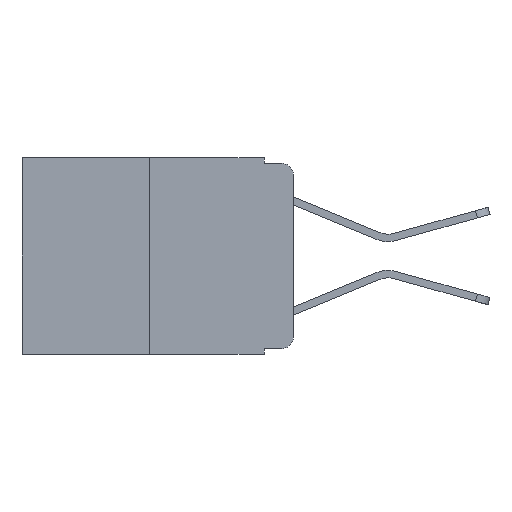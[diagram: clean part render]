
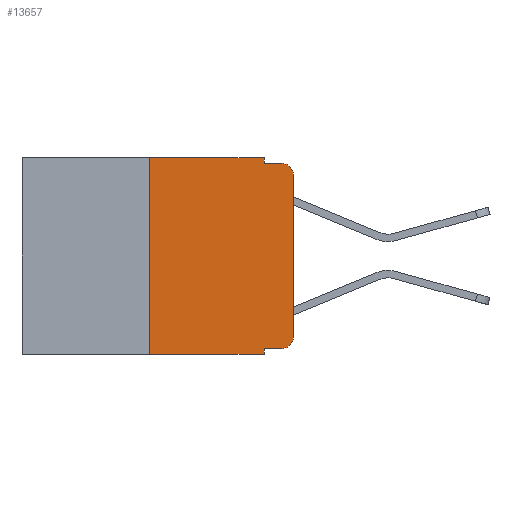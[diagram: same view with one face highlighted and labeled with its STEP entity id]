
A CAD part, left-side view. The second image highlights one B-rep face of the part: STEP entity #13657.
In plain terms, the highlighted planar face has unit normal (-1, 0, 0).
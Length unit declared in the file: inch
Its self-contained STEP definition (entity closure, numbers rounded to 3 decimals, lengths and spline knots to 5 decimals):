
#199 = LINE ( 'NONE', #655, #10188 ) ;
#212 = DIRECTION ( 'NONE',  ( 1., 0., 0. ) ) ;
#261 = ORIENTED_EDGE ( 'NONE', *, *, #13930, .F. ) ;
#565 = EDGE_CURVE ( 'NONE', #13740, #13509, #1262, .T. ) ;
#655 = CARTESIAN_POINT ( 'NONE',  ( 0., 0.473, -0.343 ) ) ;
#1262 = CIRCLE ( 'NONE', #16459, 0.02 ) ;
#1435 = EDGE_CURVE ( 'NONE', #15148, #13740, #11844, .T. ) ;
#1473 = VECTOR ( 'NONE', #2717, 39.37008 ) ;
#1502 = VECTOR ( 'NONE', #11768, 39.37008 ) ;
#1651 = CARTESIAN_POINT ( 'NONE',  ( 0., 0.051, -0.343 ) ) ;
#2175 = AXIS2_PLACEMENT_3D ( 'NONE', #14467, #212, #9299 ) ;
#2272 = ORIENTED_EDGE ( 'NONE', *, *, #16501, .F. ) ;
#2312 = EDGE_LOOP ( 'NONE', ( #11970, #4071, #2272, #10405, #12043, #7240, #14668, #261, #7544, #7153 ) ) ;
#2456 = CARTESIAN_POINT ( 'NONE',  ( 0., 0., 0. ) ) ;
#2717 = DIRECTION ( 'NONE',  ( 0., 0., 1. ) ) ;
#2859 = EDGE_CURVE ( 'NONE', #16226, #6857, #199, .T. ) ;
#2867 = CARTESIAN_POINT ( 'NONE',  ( 0., 0.02, -0.03 ) ) ;
#2943 = LINE ( 'NONE', #8933, #12482 ) ;
#2955 = CARTESIAN_POINT ( 'NONE',  ( 0., 0.051, -0.01 ) ) ;
#3043 = VERTEX_POINT ( 'NONE', #14140 ) ;
#3136 = CARTESIAN_POINT ( 'NONE',  ( 0., 0.051, -0.333 ) ) ;
#3808 = VERTEX_POINT ( 'NONE', #2955 ) ;
#4071 = ORIENTED_EDGE ( 'NONE', *, *, #565, .T. ) ;
#4927 = CARTESIAN_POINT ( 'NONE',  ( 0., 0.25, 0. ) ) ;
#4973 = CARTESIAN_POINT ( 'NONE',  ( 0., 0.02, -0.313 ) ) ;
#5055 = AXIS2_PLACEMENT_3D ( 'NONE', #4973, #13976, #6308 ) ;
#5810 = LINE ( 'NONE', #15271, #12228 ) ;
#6059 = DIRECTION ( 'NONE',  ( 0., 0., -1. ) ) ;
#6245 = VECTOR ( 'NONE', #12866, 39.37008 ) ;
#6308 = DIRECTION ( 'NONE',  ( 0., 0., -1. ) ) ;
#6610 = CARTESIAN_POINT ( 'NONE',  ( 0., 0.25, -0.343 ) ) ;
#6857 = VERTEX_POINT ( 'NONE', #1651 ) ;
#7153 = ORIENTED_EDGE ( 'NONE', *, *, #12209, .T. ) ;
#7195 = DIRECTION ( 'NONE',  ( 0., -1., 0. ) ) ;
#7240 = ORIENTED_EDGE ( 'NONE', *, *, #14780, .F. ) ;
#7358 = CARTESIAN_POINT ( 'NONE',  ( 0., 0.051, 0. ) ) ;
#7434 = CARTESIAN_POINT ( 'NONE',  ( 0., 0., -0.313 ) ) ;
#7544 = ORIENTED_EDGE ( 'NONE', *, *, #13054, .T. ) ;
#8006 = LINE ( 'NONE', #14315, #1473 ) ;
#8076 = CARTESIAN_POINT ( 'NONE',  ( 0., 0.02, -0.333 ) ) ;
#8634 = CIRCLE ( 'NONE', #5055, 0.02 ) ;
#8807 = CARTESIAN_POINT ( 'NONE',  ( 0., 0.02, -0.01 ) ) ;
#8933 = CARTESIAN_POINT ( 'NONE',  ( 0., 0.051, -0.333 ) ) ;
#9299 = DIRECTION ( 'NONE',  ( 0., 0., -1. ) ) ;
#9338 = VERTEX_POINT ( 'NONE', #8076 ) ;
#10188 = VECTOR ( 'NONE', #13602, 39.37008 ) ;
#10405 = ORIENTED_EDGE ( 'NONE', *, *, #15652, .F. ) ;
#11027 = CARTESIAN_POINT ( 'NONE',  ( 0., 0.051, -0.01 ) ) ;
#11549 = CARTESIAN_POINT ( 'NONE',  ( 0., 0.473, 0. ) ) ;
#11768 = DIRECTION ( 'NONE',  ( 0., 0., 1. ) ) ;
#11844 = LINE ( 'NONE', #2456, #1502 ) ;
#11848 = VECTOR ( 'NONE', #6059, 39.37008 ) ;
#11891 = DIRECTION ( 'NONE',  ( -1., 0., 0. ) ) ;
#11940 = DIRECTION ( 'NONE',  ( 0., 0., -1. ) ) ;
#11970 = ORIENTED_EDGE ( 'NONE', *, *, #1435, .T. ) ;
#12043 = ORIENTED_EDGE ( 'NONE', *, *, #14678, .F. ) ;
#12056 = CARTESIAN_POINT ( 'NONE',  ( 0., 0., -0.03 ) ) ;
#12209 = EDGE_CURVE ( 'NONE', #9338, #15148, #8634, .T. ) ;
#12228 = VECTOR ( 'NONE', #16583, 39.37008 ) ;
#12476 = FACE_OUTER_BOUND ( 'NONE', #2312, .T. ) ;
#12482 = VECTOR ( 'NONE', #16671, 39.37008 ) ;
#12669 = LINE ( 'NONE', #7358, #11848 ) ;
#12866 = DIRECTION ( 'NONE',  ( 0., -1., 0. ) ) ;
#13054 = EDGE_CURVE ( 'NONE', #16442, #9338, #2943, .T. ) ;
#13195 = LINE ( 'NONE', #11027, #13613 ) ;
#13509 = VERTEX_POINT ( 'NONE', #8807 ) ;
#13602 = DIRECTION ( 'NONE',  ( 0., -1., 0. ) ) ;
#13613 = VECTOR ( 'NONE', #7195, 39.37008 ) ;
#13657 = ADVANCED_FACE ( 'NONE', ( #12476 ), #15764, .F. ) ;
#13740 = VERTEX_POINT ( 'NONE', #12056 ) ;
#13930 = EDGE_CURVE ( 'NONE', #16442, #6857, #12669, .T. ) ;
#13976 = DIRECTION ( 'NONE',  ( -1., 0., 0. ) ) ;
#14140 = CARTESIAN_POINT ( 'NONE',  ( 0., 0.051, 0. ) ) ;
#14315 = CARTESIAN_POINT ( 'NONE',  ( 0., 0.25, 0. ) ) ;
#14467 = CARTESIAN_POINT ( 'NONE',  ( 0., 0.473, 0. ) ) ;
#14668 = ORIENTED_EDGE ( 'NONE', *, *, #2859, .T. ) ;
#14678 = EDGE_CURVE ( 'NONE', #16672, #3043, #16464, .T. ) ;
#14780 = EDGE_CURVE ( 'NONE', #16226, #16672, #8006, .T. ) ;
#15148 = VERTEX_POINT ( 'NONE', #7434 ) ;
#15271 = CARTESIAN_POINT ( 'NONE',  ( 0., 0.051, 0. ) ) ;
#15652 = EDGE_CURVE ( 'NONE', #3043, #3808, #5810, .T. ) ;
#15764 = PLANE ( 'NONE',  #2175 ) ;
#16226 = VERTEX_POINT ( 'NONE', #6610 ) ;
#16442 = VERTEX_POINT ( 'NONE', #3136 ) ;
#16459 = AXIS2_PLACEMENT_3D ( 'NONE', #2867, #11891, #11940 ) ;
#16464 = LINE ( 'NONE', #11549, #6245 ) ;
#16501 = EDGE_CURVE ( 'NONE', #3808, #13509, #13195, .T. ) ;
#16583 = DIRECTION ( 'NONE',  ( 0., 0., -1. ) ) ;
#16671 = DIRECTION ( 'NONE',  ( 0., -1., 0. ) ) ;
#16672 = VERTEX_POINT ( 'NONE', #4927 ) ;
